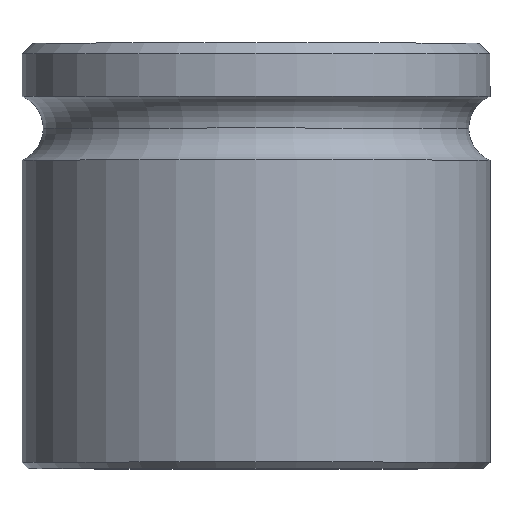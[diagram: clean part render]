
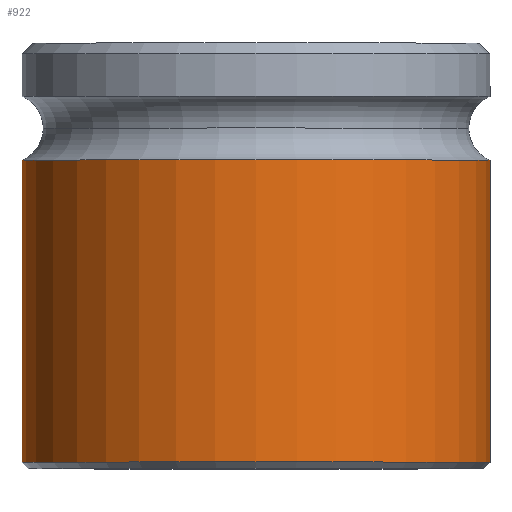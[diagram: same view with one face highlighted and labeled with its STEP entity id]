
A CAD part, top view. The second image highlights one B-rep face of the part: STEP entity #922.
In plain terms, the highlighted cylindrical face has radius 11 mm (diameter 22 mm), a partial arc.
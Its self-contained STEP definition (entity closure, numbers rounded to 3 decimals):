
#44 = AXIS2_PLACEMENT_3D ( 'NONE', #405, #414, #433 ) ;
#51 = VECTOR ( 'NONE', #771, 1000. ) ;
#61 = CIRCLE ( 'NONE', #77, 11. ) ;
#77 = AXIS2_PLACEMENT_3D ( 'NONE', #129, #149, #162 ) ;
#129 = CARTESIAN_POINT ( 'NONE',  ( 0., 0.3, 0. ) ) ;
#149 = DIRECTION ( 'NONE',  ( 0., 1., 0. ) ) ;
#162 = DIRECTION ( 'NONE',  ( -1., 0., 0. ) ) ;
#210 = CARTESIAN_POINT ( 'NONE',  ( 0., 14.5, 0. ) ) ;
#212 = DIRECTION ( 'NONE',  ( 0., 1., 0. ) ) ;
#219 = DIRECTION ( 'NONE',  ( -1., 0., 0. ) ) ;
#333 = DIRECTION ( 'NONE',  ( 0., 1., 0. ) ) ;
#347 = CARTESIAN_POINT ( 'NONE',  ( 11., 80.324, 0. ) ) ;
#356 = LINE ( 'NONE', #347, #823 ) ;
#405 = CARTESIAN_POINT ( 'NONE',  ( 0., 80.324, 0. ) ) ;
#414 = DIRECTION ( 'NONE',  ( 0., 1., 0. ) ) ;
#422 = CYLINDRICAL_SURFACE ( 'NONE', #44, 11. ) ;
#423 = FACE_OUTER_BOUND ( 'NONE', #540, .T. ) ;
#433 = DIRECTION ( 'NONE',  ( -1., 0., 0. ) ) ;
#536 = VERTEX_POINT ( 'NONE', #703 ) ;
#540 = EDGE_LOOP ( 'NONE', ( #602, #597, #589, #586 ) ) ;
#575 = VERTEX_POINT ( 'NONE', #787 ) ;
#578 = VERTEX_POINT ( 'NONE', #790 ) ;
#586 = ORIENTED_EDGE ( 'NONE', *, *, #866, .F. ) ;
#589 = ORIENTED_EDGE ( 'NONE', *, *, #890, .F. ) ;
#597 = ORIENTED_EDGE ( 'NONE', *, *, #904, .T. ) ;
#602 = ORIENTED_EDGE ( 'NONE', *, *, #870, .T. ) ;
#636 = VERTEX_POINT ( 'NONE', #767 ) ;
#703 = CARTESIAN_POINT ( 'NONE',  ( 11., 0.3, 0. ) ) ;
#763 = CARTESIAN_POINT ( 'NONE',  ( -11., 80.324, 0. ) ) ;
#767 = CARTESIAN_POINT ( 'NONE',  ( -11., 14.5, 0. ) ) ;
#771 = DIRECTION ( 'NONE',  ( 0., 1., 0. ) ) ;
#781 = LINE ( 'NONE', #763, #51 ) ;
#787 = CARTESIAN_POINT ( 'NONE',  ( 11., 14.5, 0. ) ) ;
#790 = CARTESIAN_POINT ( 'NONE',  ( -11., 0.3, 0. ) ) ;
#823 = VECTOR ( 'NONE', #333, 1000. ) ;
#866 = EDGE_CURVE ( 'NONE', #578, #636, #781, .T. ) ;
#870 = EDGE_CURVE ( 'NONE', #578, #536, #61, .T. ) ;
#890 = EDGE_CURVE ( 'NONE', #636, #575, #964, .T. ) ;
#904 = EDGE_CURVE ( 'NONE', #536, #575, #356, .T. ) ;
#922 = ADVANCED_FACE ( 'NONE', ( #423 ), #422, .T. ) ;
#964 = CIRCLE ( 'NONE', #986, 11. ) ;
#986 = AXIS2_PLACEMENT_3D ( 'NONE', #210, #212, #219 ) ;
